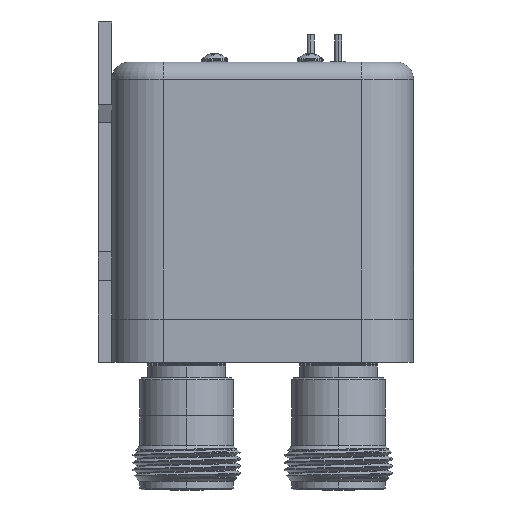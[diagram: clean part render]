
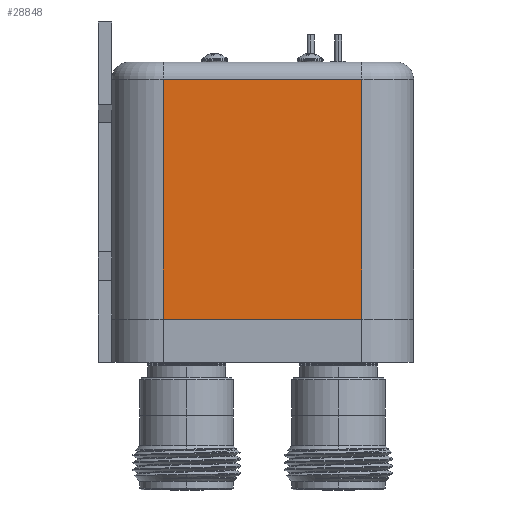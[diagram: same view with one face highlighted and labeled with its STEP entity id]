
A CAD part, left-side view. The second image highlights one B-rep face of the part: STEP entity #28848.
In plain terms, the highlighted planar face has unit normal (-1, 0, 0).
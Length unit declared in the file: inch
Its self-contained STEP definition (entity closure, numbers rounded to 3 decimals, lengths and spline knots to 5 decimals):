
#2541 = CARTESIAN_POINT ( 'NONE',  ( -0.875, -0.575, -0.00016 ) ) ;
#3007 = EDGE_CURVE ( 'NONE', #41505, #43968, #59175, .T. ) ;
#5732 = CARTESIAN_POINT ( 'NONE',  ( -0.875, -0.875, -0.00016 ) ) ;
#7057 = DIRECTION ( 'NONE',  ( -1., 0., 0. ) ) ;
#7657 = ORIENTED_EDGE ( 'NONE', *, *, #3007, .T. ) ;
#9291 = EDGE_CURVE ( 'NONE', #43968, #60876, #14567, .T. ) ;
#9688 = CARTESIAN_POINT ( 'NONE',  ( -0.875, -0.875, -1.49016 ) ) ;
#14397 = VERTEX_POINT ( 'NONE', #37274 ) ;
#14567 = LINE ( 'NONE', #61339, #59703 ) ;
#15135 = LINE ( 'NONE', #9688, #53005 ) ;
#15243 = CARTESIAN_POINT ( 'NONE',  ( -0.875, 0.575, -0.10016 ) ) ;
#17937 = ORIENTED_EDGE ( 'NONE', *, *, #63013, .F. ) ;
#19284 = CARTESIAN_POINT ( 'NONE',  ( -0.875, -0.575, -0.10016 ) ) ;
#21386 = EDGE_LOOP ( 'NONE', ( #7657, #47382, #32414, #17937 ) ) ;
#22004 = PLANE ( 'NONE',  #40533 ) ;
#26565 = CARTESIAN_POINT ( 'NONE',  ( -0.875, -0.575, -1.49016 ) ) ;
#28848 = ADVANCED_FACE ( 'NONE', ( #31841 ), #22004, .T. ) ;
#31841 = FACE_OUTER_BOUND ( 'NONE', #21386, .T. ) ;
#32414 = ORIENTED_EDGE ( 'NONE', *, *, #46725, .T. ) ;
#37274 = CARTESIAN_POINT ( 'NONE',  ( -0.875, 0.575, -1.49016 ) ) ;
#38071 = VECTOR ( 'NONE', #65623, 39.37008 ) ;
#40533 = AXIS2_PLACEMENT_3D ( 'NONE', #5732, #7057, #47782 ) ;
#41505 = VERTEX_POINT ( 'NONE', #26565 ) ;
#43968 = VERTEX_POINT ( 'NONE', #19284 ) ;
#44574 = DIRECTION ( 'NONE',  ( 0., 0., -1. ) ) ;
#44598 = VECTOR ( 'NONE', #44574, 39.37008 ) ;
#46725 = EDGE_CURVE ( 'NONE', #60876, #14397, #64585, .T. ) ;
#46755 = DIRECTION ( 'NONE',  ( 0., 1., 0. ) ) ;
#47382 = ORIENTED_EDGE ( 'NONE', *, *, #9291, .T. ) ;
#47782 = DIRECTION ( 'NONE',  ( 0., 1., 0. ) ) ;
#53005 = VECTOR ( 'NONE', #56496, 39.37008 ) ;
#56496 = DIRECTION ( 'NONE',  ( 0., 1., 0. ) ) ;
#58816 = CARTESIAN_POINT ( 'NONE',  ( -0.875, 0.575, -0.00016 ) ) ;
#59175 = LINE ( 'NONE', #2541, #38071 ) ;
#59703 = VECTOR ( 'NONE', #46755, 39.37008 ) ;
#60876 = VERTEX_POINT ( 'NONE', #15243 ) ;
#61339 = CARTESIAN_POINT ( 'NONE',  ( -0.875, -0.875, -0.10016 ) ) ;
#63013 = EDGE_CURVE ( 'NONE', #41505, #14397, #15135, .T. ) ;
#64585 = LINE ( 'NONE', #58816, #44598 ) ;
#65623 = DIRECTION ( 'NONE',  ( 0., 0., 1. ) ) ;
